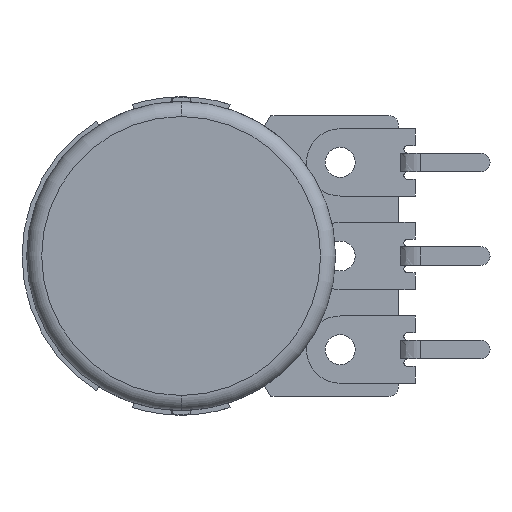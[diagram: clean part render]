
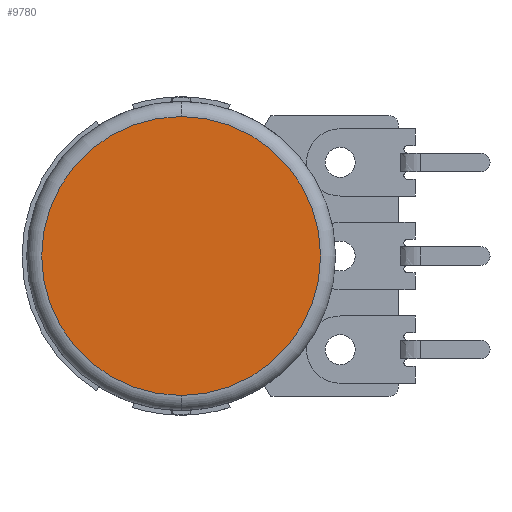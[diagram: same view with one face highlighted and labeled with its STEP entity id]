
A CAD part, left-side view. The second image highlights one B-rep face of the part: STEP entity #9780.
In plain terms, the highlighted planar face has unit normal (-1, 0, 0).
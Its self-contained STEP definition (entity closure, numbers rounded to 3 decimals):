
#3337=CARTESIAN_POINT('',(-9.4,0.,0.));
#3338=DIRECTION('',(-1.,0.,0.));
#3339=DIRECTION('',(0.,0.,1.));
#3340=AXIS2_PLACEMENT_3D('',#3337,#3338,#3339);
#3342=CARTESIAN_POINT('',(-9.4,0.,0.));
#3343=DIRECTION('',(1.,0.,0.));
#3344=DIRECTION('',(0.,0.,1.));
#3345=AXIS2_PLACEMENT_3D('',#3342,#3343,#3344);
#5099=CARTESIAN_POINT('',(-9.4,0.,7.45));
#5101=VERTEX_POINT('',#5099);
#5103=CARTESIAN_POINT('',(-9.4,0.,-7.45));
#5105=VERTEX_POINT('',#5103);
#9771=CARTESIAN_POINT('',(-9.4,0.,0.));
#9772=DIRECTION('',(1.,0.,0.));
#9773=DIRECTION('',(0.,0.,-1.));
#9774=AXIS2_PLACEMENT_3D('',#9771,#9772,#9773);
#9775=PLANE('',#9774);
#9776=ORIENTED_EDGE('',*,*,#9750,.F.);
#9777=ORIENTED_EDGE('',*,*,#9766,.T.);
#9778=EDGE_LOOP('',(#9776,#9777));
#9779=FACE_OUTER_BOUND('',#9778,.F.);
#3341=CIRCLE('',#3340,7.45);
#3346=CIRCLE('',#3345,7.45);
#9750=EDGE_CURVE('',#5101,#5105,#3341,.T.);
#9766=EDGE_CURVE('',#5101,#5105,#3346,.T.);
#9780=ADVANCED_FACE('',(#9779),#9775,.F.);
